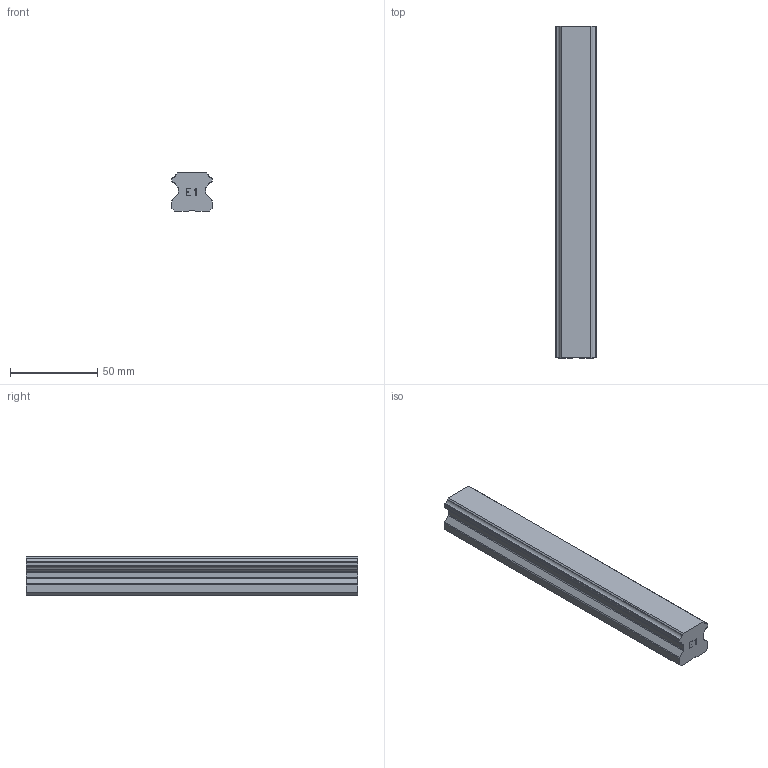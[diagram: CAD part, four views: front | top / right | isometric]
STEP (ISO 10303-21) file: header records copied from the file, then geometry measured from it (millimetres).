
FILE_DESCRIPTION(('STEP AP214'),'1');
FILE_NAME('cctmp_DFDADA60-35E8-4C57-8F3A-A01A8006CBD2_2021_01_25_14_31_32_0282..stp','2021-01-25T13:31:32',('HIWIN GmbH'),('CADClick - www.CADClick.com'),'Spatial InterOp 3D',' ','unknown authorization');
FILE_SCHEMA(('AUTOMOTIVE_DESIGN'));
Length unit declared in the file: millimetre
Products named in the file (1): HGR25T190C_FILE
Bounding box: 23 x 190 x 22 mm (x, y, z)
Volume: 82191 mm3; surface area: 18820.4 mm2
Topology: 1 solids, 1 shells, 132 faces, 381 edges, 249 vertices
Faces by surface type: plane 98, cylinder 28, cone 6
Entity records: 5355 total; most frequent: CARTESIAN_POINT 757, ORIENTED_EDGE 750, DIRECTION 721, EDGE_CURVE 375, LINE 295, VECTOR 295, VERTEX_POINT 249, AXIS2_PLACEMENT_3D 213
